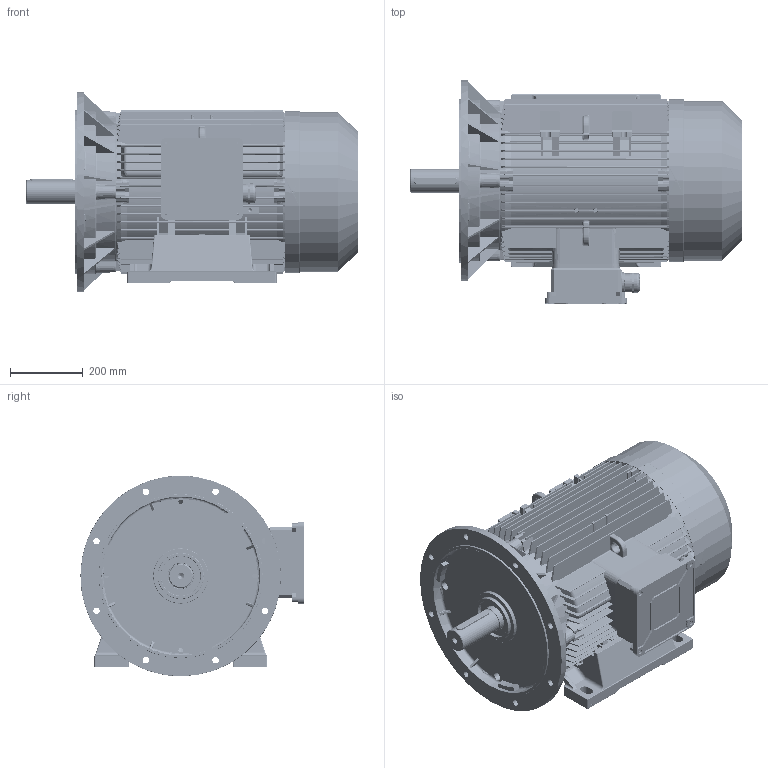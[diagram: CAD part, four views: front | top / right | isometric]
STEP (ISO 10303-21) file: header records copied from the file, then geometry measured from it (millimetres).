
FILE_DESCRIPTION (( 'STEP AP214' ), '1' );
FILE_NAME ('FCAP250 MT-B3 B5-IC411-4-6-8 POLES-TB RIGHT.STEP', '2024-10-03T06:26:55', ( '' ), ( '' ), 'SwSTEP 2.0', 'SolidWorks 2024', '' );
FILE_SCHEMA (( 'AUTOMOTIVE_DESIGN' ));
Length unit declared in the file: millimetre
Products named in the file (16): Guarnizione scatola-motore 225-250T; Coperchio scatola morsetti 225T-250T; Flangia FC250T-B5_SENZA FORI COPERCHIETTO; PRESSACAVO M50; Piede 250T; Scatola morsetti 225T-250T; FCAP250 MT-B3 B5-IC411-4-6-8 POLES-TB RIGHT; Albero 250T serie Autovent.; Guarnizione scatola-coperchio 225T-250T; Coprimorsettiera  225T-250T; Scudo C250T d.150_Posteriore d.cusc.140-2P; 18x11x120; Ventola 250T-7Pale-4Poli diam.380; Copriventola C250T; Tappo M50; Carcassa 250T
Assembly tree (16 placements, depth 3):
  FCAP250 MT-B3 B5-IC411-4-6-8 POLES-TB RIGHT
    Scudo C250T d.150_Posteriore d.cusc.140-2P
    Ventola 250T-7Pale-4Poli diam.380
    Copriventola C250T
    Piede 250T  x2
    Albero 250T serie Autovent.
    18x11x120
    Carcassa 250T
    Coprimorsettiera  225T-250T
      Scatola morsetti 225T-250T
      Guarnizione scatola-coperchio 225T-250T
      Guarnizione scatola-motore 225-250T
      Coperchio scatola morsetti 225T-250T
      Tappo M50
      PRESSACAVO M50
    Flangia FC250T-B5_SENZA FORI COPERCHIETTO
Bounding box: 910.5 x 612 x 550 mm (x, y, z)
Volume: 27075244.7 mm3; surface area: 6435161.2 mm2
Topology: 18 solids, 19 shells, 7321 faces, 19851 edges, 12546 vertices
Faces by surface type: plane 3635, cylinder 1679, torus 779, bspline 699, cone 510, sphere 19
Entity records: 246057 total; most frequent: CARTESIAN_POINT 82372, ORIENTED_EDGE 36000, DIRECTION 31010, EDGE_CURVE 18000, VERTEX_POINT 11510, VECTOR 10980, LINE 10980, AXIS2_PLACEMENT_3D 10015
